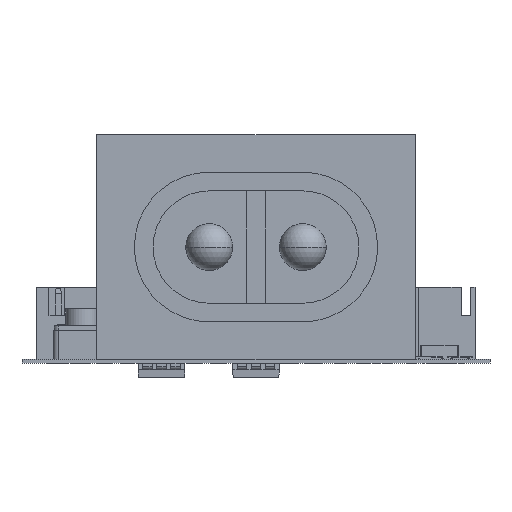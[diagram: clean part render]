
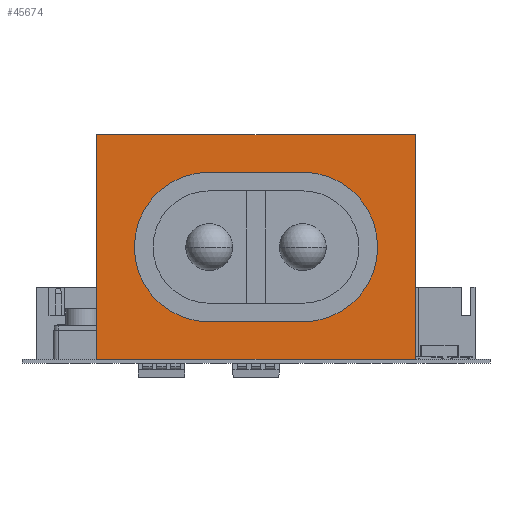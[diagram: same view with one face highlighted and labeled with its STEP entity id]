
A CAD part, left-side view. The second image highlights one B-rep face of the part: STEP entity #45674.
In plain terms, the highlighted planar face has unit normal (-1, 0, 0).
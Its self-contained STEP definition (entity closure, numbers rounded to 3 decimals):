
#227 = ORIENTED_EDGE ( 'NONE', *, *, #6611, .F. ) ;
#390 = CARTESIAN_POINT ( 'NONE',  ( 0., 24., 17. ) ) ;
#740 = FACE_BOUND ( 'NONE', #51874, .T. ) ;
#3334 = EDGE_CURVE ( 'NONE', #16388, #14621, #34437, .T. ) ;
#3613 = ORIENTED_EDGE ( 'NONE', *, *, #3334, .F. ) ;
#3963 = VECTOR ( 'NONE', #50755, 1000. ) ;
#6184 = PLANE ( 'NONE',  #48100 ) ;
#6611 = EDGE_CURVE ( 'NONE', #14621, #28008, #65264, .T. ) ;
#7513 = CARTESIAN_POINT ( 'NONE',  ( 0., 4., -5. ) ) ;
#7875 = AXIS2_PLACEMENT_3D ( 'NONE', #67326, #51724, #51367 ) ;
#9112 = CARTESIAN_POINT ( 'NONE',  ( 0., 12., -5. ) ) ;
#12366 = DIRECTION ( 'NONE',  ( 1., 0., 0. ) ) ;
#12590 = LINE ( 'NONE', #62314, #32547 ) ;
#12723 = VECTOR ( 'NONE', #20379, 1000. ) ;
#13468 = VERTEX_POINT ( 'NONE', #31973 ) ;
#13907 = EDGE_CURVE ( 'NONE', #38615, #29232, #12590, .T. ) ;
#14621 = VERTEX_POINT ( 'NONE', #51101 ) ;
#16048 = EDGE_CURVE ( 'NONE', #16816, #13468, #22385, .T. ) ;
#16388 = VERTEX_POINT ( 'NONE', #66574 ) ;
#16816 = VERTEX_POINT ( 'NONE', #390 ) ;
#17159 = EDGE_LOOP ( 'NONE', ( #30250, #49252, #65925, #41937 ) ) ;
#18249 = CARTESIAN_POINT ( 'NONE',  ( 0., 0., 17. ) ) ;
#19174 = CARTESIAN_POINT ( 'NONE',  ( 0., 12., 5. ) ) ;
#19953 = CARTESIAN_POINT ( 'NONE',  ( 0., 24., -17. ) ) ;
#20291 = EDGE_CURVE ( 'NONE', #38615, #16816, #24491, .T. ) ;
#20379 = DIRECTION ( 'NONE',  ( 0., 0., -1. ) ) ;
#20400 = AXIS2_PLACEMENT_3D ( 'NONE', #9112, #25837, #70815 ) ;
#21068 = EDGE_CURVE ( 'NONE', #29232, #13468, #24417, .T. ) ;
#22302 = ORIENTED_EDGE ( 'NONE', *, *, #61687, .F. ) ;
#22385 = LINE ( 'NONE', #39077, #46512 ) ;
#24417 = LINE ( 'NONE', #18249, #59130 ) ;
#24491 = LINE ( 'NONE', #46630, #67077 ) ;
#24745 = LINE ( 'NONE', #69371, #12723 ) ;
#25837 = DIRECTION ( 'NONE',  ( -1., 0., 0. ) ) ;
#27641 = FACE_OUTER_BOUND ( 'NONE', #17159, .T. ) ;
#28008 = VERTEX_POINT ( 'NONE', #69217 ) ;
#28374 = CARTESIAN_POINT ( 'NONE',  ( 0., 24., 17. ) ) ;
#29232 = VERTEX_POINT ( 'NONE', #66273 ) ;
#30250 = ORIENTED_EDGE ( 'NONE', *, *, #21068, .T. ) ;
#31973 = CARTESIAN_POINT ( 'NONE',  ( 0., 0., 17. ) ) ;
#32547 = VECTOR ( 'NONE', #56529, 1000. ) ;
#34437 = LINE ( 'NONE', #7513, #3963 ) ;
#35163 = DIRECTION ( 'NONE',  ( 0., 0., 1. ) ) ;
#36617 = VERTEX_POINT ( 'NONE', #53057 ) ;
#38615 = VERTEX_POINT ( 'NONE', #19953 ) ;
#39077 = CARTESIAN_POINT ( 'NONE',  ( 0., 24., 17. ) ) ;
#41937 = ORIENTED_EDGE ( 'NONE', *, *, #13907, .T. ) ;
#45048 = DIRECTION ( 'NONE',  ( 0., 0., -1. ) ) ;
#45674 = ADVANCED_FACE ( 'NONE', ( #27641, #740 ), #6184, .F. ) ;
#46512 = VECTOR ( 'NONE', #61199, 1000. ) ;
#46630 = CARTESIAN_POINT ( 'NONE',  ( 0., 24., 17. ) ) ;
#48100 = AXIS2_PLACEMENT_3D ( 'NONE', #28374, #12366, #45048 ) ;
#49252 = ORIENTED_EDGE ( 'NONE', *, *, #16048, .F. ) ;
#50755 = DIRECTION ( 'NONE',  ( 0., 0., 1. ) ) ;
#51101 = CARTESIAN_POINT ( 'NONE',  ( 0., 4., 5. ) ) ;
#51367 = DIRECTION ( 'NONE',  ( 0., 0., 1. ) ) ;
#51724 = DIRECTION ( 'NONE',  ( -1., 0., 0. ) ) ;
#51874 = EDGE_LOOP ( 'NONE', ( #22302, #56833, #227, #3613, #52392 ) ) ;
#52200 = DIRECTION ( 'NONE',  ( -1., 0., 0. ) ) ;
#52392 = ORIENTED_EDGE ( 'NONE', *, *, #66723, .F. ) ;
#53057 = CARTESIAN_POINT ( 'NONE',  ( 0., 20., -5. ) ) ;
#53155 = CARTESIAN_POINT ( 'NONE',  ( 0., 12., -13. ) ) ;
#54014 = CIRCLE ( 'NONE', #20400, 8. ) ;
#54894 = AXIS2_PLACEMENT_3D ( 'NONE', #19174, #52200, #35163 ) ;
#56380 = DIRECTION ( 'NONE',  ( 0., 0., 1. ) ) ;
#56529 = DIRECTION ( 'NONE',  ( 0., -1., 0. ) ) ;
#56833 = ORIENTED_EDGE ( 'NONE', *, *, #62749, .F. ) ;
#57882 = DIRECTION ( 'NONE',  ( 0., 0., 1. ) ) ;
#59130 = VECTOR ( 'NONE', #56380, 1000. ) ;
#61199 = DIRECTION ( 'NONE',  ( 0., -1., 0. ) ) ;
#61687 = EDGE_CURVE ( 'NONE', #36617, #66458, #71641, .T. ) ;
#62314 = CARTESIAN_POINT ( 'NONE',  ( 0., 24., -17. ) ) ;
#62749 = EDGE_CURVE ( 'NONE', #28008, #36617, #24745, .T. ) ;
#65264 = CIRCLE ( 'NONE', #54894, 8. ) ;
#65925 = ORIENTED_EDGE ( 'NONE', *, *, #20291, .F. ) ;
#66273 = CARTESIAN_POINT ( 'NONE',  ( 0., 0., -17. ) ) ;
#66458 = VERTEX_POINT ( 'NONE', #53155 ) ;
#66574 = CARTESIAN_POINT ( 'NONE',  ( 0., 4., -5. ) ) ;
#66723 = EDGE_CURVE ( 'NONE', #66458, #16388, #54014, .T. ) ;
#67077 = VECTOR ( 'NONE', #57882, 1000. ) ;
#67326 = CARTESIAN_POINT ( 'NONE',  ( 0., 12., -5. ) ) ;
#69217 = CARTESIAN_POINT ( 'NONE',  ( 0., 20., 5. ) ) ;
#69371 = CARTESIAN_POINT ( 'NONE',  ( 0., 20., -5. ) ) ;
#70815 = DIRECTION ( 'NONE',  ( 0., 0., 1. ) ) ;
#71641 = CIRCLE ( 'NONE', #7875, 8. ) ;
